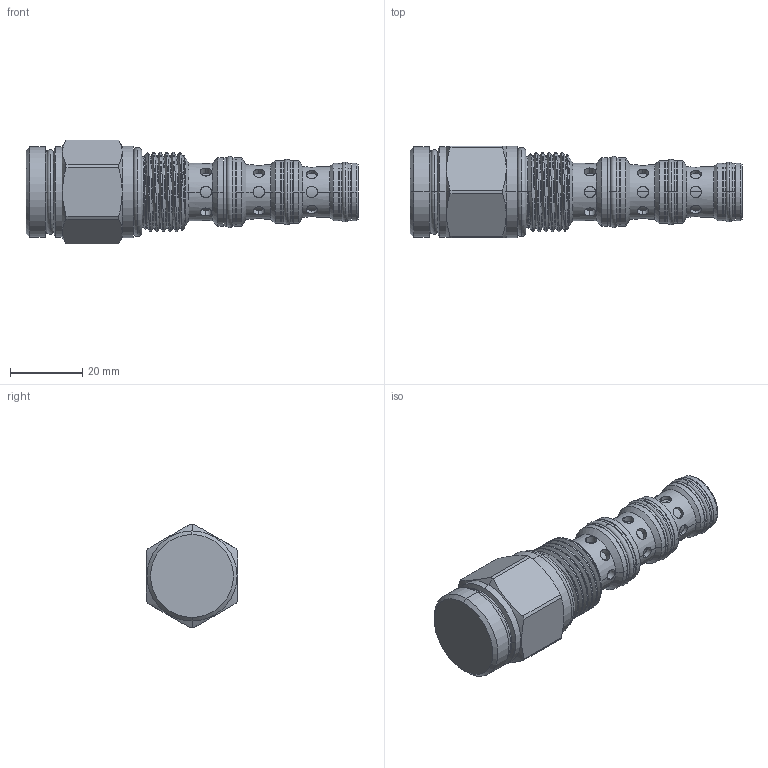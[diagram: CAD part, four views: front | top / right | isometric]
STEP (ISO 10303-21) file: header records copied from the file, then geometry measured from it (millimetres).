
FILE_DESCRIPTION (( 'STEP AP203' ), '1' );
FILE_NAME ('DD10W4S-N.STEP', '2022-12-09T08:44:54', ( '' ), ( '' ), 'SwSTEP 2.0', 'SolidWorks 2018', '' );
FILE_SCHEMA (( 'CONFIG_CONTROL_DESIGN' ));
Length unit declared in the file: millimetre
Products named in the file (1): DD10W4S-N
Bounding box: 92.15 x 25.4 x 28.8 mm (x, y, z)
Volume: 30238 mm3; surface area: 11118.9 mm2
Topology: 5 solids, 5 shells, 260 faces, 586 edges, 366 vertices
Faces by surface type: cylinder 160, cone 44, plane 29, torus 24, bspline 3
Entity records: 11402 total; most frequent: CARTESIAN_POINT 5697, ORIENTED_EDGE 1168, DIRECTION 1153, EDGE_CURVE 584, AXIS2_PLACEMENT_3D 485, VERTEX_POINT 366, EDGE_LOOP 300, FACE_OUTER_BOUND 260
